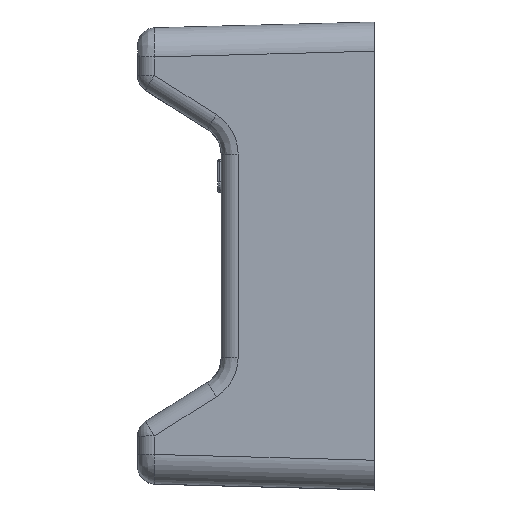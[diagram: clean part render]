
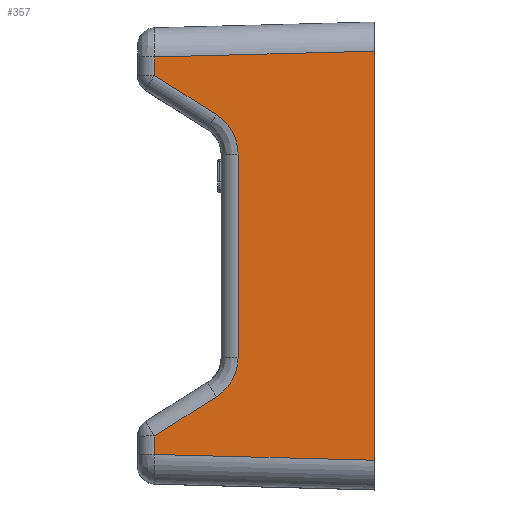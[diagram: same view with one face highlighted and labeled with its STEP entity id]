
A CAD part, top view. The second image highlights one B-rep face of the part: STEP entity #357.
In plain terms, the highlighted face is planar.
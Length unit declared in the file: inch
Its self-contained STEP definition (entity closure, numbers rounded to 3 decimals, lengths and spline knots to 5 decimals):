
#306=ELLIPSE('',#2194,0.06702,0.067);
#307=ELLIPSE('',#2195,0.06702,0.067);
#357=ADVANCED_FACE('',(#521),#484,.T.);
#484=PLANE('',#2196);
#521=FACE_OUTER_BOUND('',#645,.T.);
#645=EDGE_LOOP('',(#817,#818,#819,#820,#821,#822,#823,#824,#825,#826));
#817=ORIENTED_EDGE('',*,*,#1607,.T.);
#818=ORIENTED_EDGE('',*,*,#1608,.T.);
#819=ORIENTED_EDGE('',*,*,#1609,.T.);
#820=ORIENTED_EDGE('',*,*,#1610,.T.);
#821=ORIENTED_EDGE('',*,*,#1611,.T.);
#822=ORIENTED_EDGE('',*,*,#1612,.F.);
#823=ORIENTED_EDGE('',*,*,#1613,.F.);
#824=ORIENTED_EDGE('',*,*,#1614,.F.);
#825=ORIENTED_EDGE('',*,*,#1615,.F.);
#826=ORIENTED_EDGE('',*,*,#1616,.T.);
#1425=VERTEX_POINT('',#3171);
#1426=VERTEX_POINT('',#3172);
#1427=VERTEX_POINT('',#3174);
#1428=VERTEX_POINT('',#3176);
#1429=VERTEX_POINT('',#3178);
#1430=VERTEX_POINT('',#3180);
#1431=VERTEX_POINT('',#3182);
#1432=VERTEX_POINT('',#3184);
#1433=VERTEX_POINT('',#3186);
#1434=VERTEX_POINT('',#3188);
#1607=EDGE_CURVE('',#1425,#1426,#1899,.T.);
#1608=EDGE_CURVE('',#1426,#1427,#1900,.T.);
#1609=EDGE_CURVE('',#1427,#1428,#1901,.T.);
#1610=EDGE_CURVE('',#1428,#1429,#306,.T.);
#1611=EDGE_CURVE('',#1429,#1430,#1902,.T.);
#1612=EDGE_CURVE('',#1431,#1430,#307,.T.);
#1613=EDGE_CURVE('',#1432,#1431,#1903,.T.);
#1614=EDGE_CURVE('',#1433,#1432,#1904,.T.);
#1615=EDGE_CURVE('',#1434,#1433,#1905,.T.);
#1616=EDGE_CURVE('',#1434,#1425,#1906,.T.);
#1899=LINE('',#3170,#2052);
#1900=LINE('',#3173,#2053);
#1901=LINE('',#3175,#2054);
#1902=LINE('',#3179,#2055);
#1903=LINE('',#3183,#2056);
#1904=LINE('',#3185,#2057);
#1905=LINE('',#3187,#2058);
#1906=LINE('',#3189,#2059);
#2052=VECTOR('',#2496,1.);
#2053=VECTOR('',#2497,1.);
#2054=VECTOR('',#2498,1.);
#2055=VECTOR('',#2501,1.);
#2056=VECTOR('',#2504,1.);
#2057=VECTOR('',#2505,1.);
#2058=VECTOR('',#2506,1.);
#2059=VECTOR('',#2507,1.);
#2194=AXIS2_PLACEMENT_3D('',#3177,#2499,#2500);
#2195=AXIS2_PLACEMENT_3D('',#3181,#2502,#2503);
#2196=AXIS2_PLACEMENT_3D('',#3190,#2508,#2509);
#2496=DIRECTION('',(0.026,-0.026,0.999));
#2497=DIRECTION('',(1.,0.,0.));
#2498=DIRECTION('',(0.535,0.022,-0.845));
#2499=DIRECTION('',(0.,-1.,-0.026));
#2500=DIRECTION('',(0.,0.026,-1.));
#2501=DIRECTION('',(1.,0.,0.));
#2502=DIRECTION('',(0.,1.,0.026));
#2503=DIRECTION('',(0.,0.026,-1.));
#2504=DIRECTION('',(-0.535,0.022,-0.845));
#2505=DIRECTION('',(-1.,0.,0.));
#2506=DIRECTION('',(-0.026,-0.026,0.999));
#2507=DIRECTION('',(-1.,0.,0.));
#2508=DIRECTION('',(0.,1.,0.026));
#2509=DIRECTION('',(0.,-0.026,1.));
#3170=CARTESIAN_POINT('',(-0.27781,1.2648,0.00766));
#3171=CARTESIAN_POINT('',(-0.27854,1.26552,-0.02));
#3172=CARTESIAN_POINT('',(-0.27027,1.25726,0.29565));
#3173=CARTESIAN_POINT('',(0.015,1.25726,0.29565));
#3174=CARTESIAN_POINT('',(-0.24376,1.25726,0.29565));
#3175=CARTESIAN_POINT('',(-0.1872,1.2596,0.20635));
#3176=CARTESIAN_POINT('',(-0.18749,1.25958,0.20681));
#3177=CARTESIAN_POINT('',(-0.13089,1.25865,0.24265));
#3178=CARTESIAN_POINT('',(-0.13089,1.2604,0.17565));
#3179=CARTESIAN_POINT('',(0.015,1.2604,0.17565));
#3180=CARTESIAN_POINT('',(0.16089,1.2604,0.17565));
#3181=CARTESIAN_POINT('',(0.16089,1.25865,0.24265));
#3182=CARTESIAN_POINT('',(0.21749,1.25958,0.20681));
#3183=CARTESIAN_POINT('',(0.2172,1.2596,0.20635));
#3184=CARTESIAN_POINT('',(0.27376,1.25726,0.29565));
#3185=CARTESIAN_POINT('',(0.015,1.25726,0.29565));
#3186=CARTESIAN_POINT('',(0.30027,1.25726,0.29565));
#3187=CARTESIAN_POINT('',(0.30781,1.2648,0.00766));
#3188=CARTESIAN_POINT('',(0.30854,1.26552,-0.02));
#3189=CARTESIAN_POINT('',(0.015,1.26552,-0.02));
#3190=CARTESIAN_POINT('',(0.015,1.265,0.));
